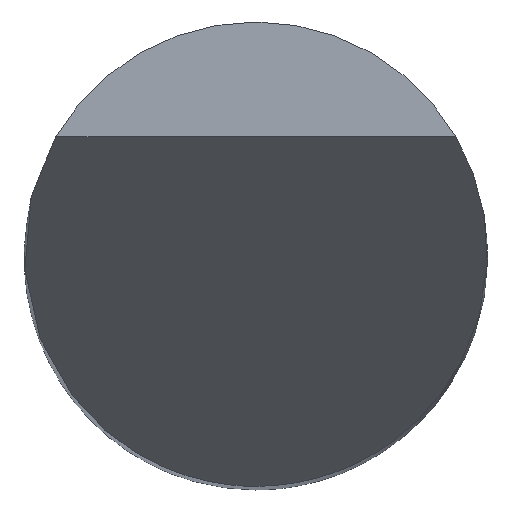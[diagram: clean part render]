
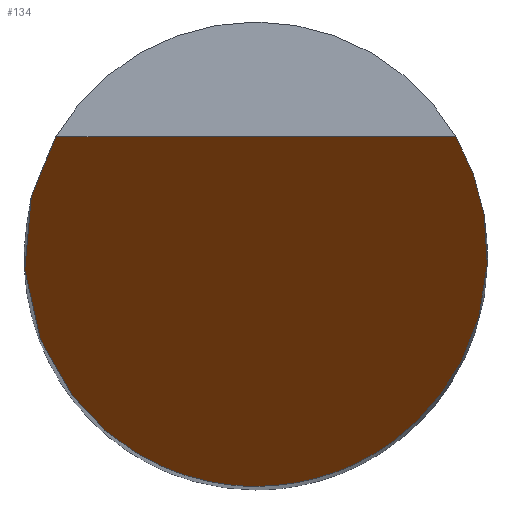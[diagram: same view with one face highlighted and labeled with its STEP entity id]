
A CAD part, top view. The second image highlights one B-rep face of the part: STEP entity #134.
In plain terms, the highlighted planar face has unit normal (0, -0.866, 0.5).
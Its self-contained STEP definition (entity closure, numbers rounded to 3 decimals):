
#49=PLANE('',#600);
#56=(
BOUNDED_CURVE()
B_SPLINE_CURVE(3,(#862,#863,#864,#865),.UNSPECIFIED.,.F.,.F.)
B_SPLINE_CURVE_WITH_KNOTS((4,4),(0.,1.),.UNSPECIFIED.)
CURVE()
GEOMETRIC_REPRESENTATION_ITEM()
RATIONAL_B_SPLINE_CURVE((1.,0.665,0.665,1.))
REPRESENTATION_ITEM('')
);
#61=(
BOUNDED_CURVE()
B_SPLINE_CURVE(3,(#1013,#1014,#1015,#1016),.UNSPECIFIED.,.F.,.F.)
B_SPLINE_CURVE_WITH_KNOTS((4,4),(0.,1.),.UNSPECIFIED.)
CURVE()
GEOMETRIC_REPRESENTATION_ITEM()
RATIONAL_B_SPLINE_CURVE((1.,0.665,0.665,1.))
REPRESENTATION_ITEM('')
);
#88=LINE('',#1018,#110);
#110=VECTOR('',#694,1.);
#134=ADVANCED_FACE('',(#173),#49,.F.);
#173=FACE_OUTER_BOUND('',#206,.T.);
#206=EDGE_LOOP('',(#294,#295,#296));
#294=ORIENTED_EDGE('',*,*,#436,.T.);
#295=ORIENTED_EDGE('',*,*,#466,.T.);
#296=ORIENTED_EDGE('',*,*,#467,.T.);
#388=VERTEX_POINT('',#861);
#389=VERTEX_POINT('',#866);
#406=VERTEX_POINT('',#1012);
#436=EDGE_CURVE('',#389,#388,#56,.T.);
#466=EDGE_CURVE('',#388,#406,#61,.T.);
#467=EDGE_CURVE('',#406,#389,#88,.T.);
#600=AXIS2_PLACEMENT_3D('',#1020,#697,#698);
#694=DIRECTION('',(-1.,0.,0.));
#697=DIRECTION('',(0.,0.866,-0.5));
#698=DIRECTION('',(0.,0.5,0.866));
#861=CARTESIAN_POINT('',(0.,-2.,-3.464));
#862=CARTESIAN_POINT('',(-1.726,1.01,1.75));
#863=CARTESIAN_POINT('',(-2.605,-0.491,-0.85));
#864=CARTESIAN_POINT('',(-1.74,-2.,-3.464));
#865=CARTESIAN_POINT('',(0.,-2.,-3.464));
#866=CARTESIAN_POINT('',(-1.726,1.01,1.75));
#1012=CARTESIAN_POINT('',(1.726,1.01,1.75));
#1013=CARTESIAN_POINT('',(0.,-2.,-3.464));
#1014=CARTESIAN_POINT('',(1.74,-2.,-3.464));
#1015=CARTESIAN_POINT('',(2.605,-0.491,-0.85));
#1016=CARTESIAN_POINT('',(1.726,1.01,1.75));
#1018=CARTESIAN_POINT('',(0.,1.01,1.75));
#1020=CARTESIAN_POINT('',(2.,-2.,-3.464));
